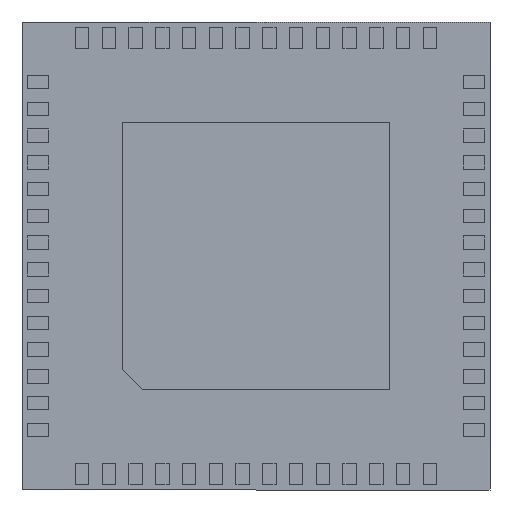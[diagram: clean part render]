
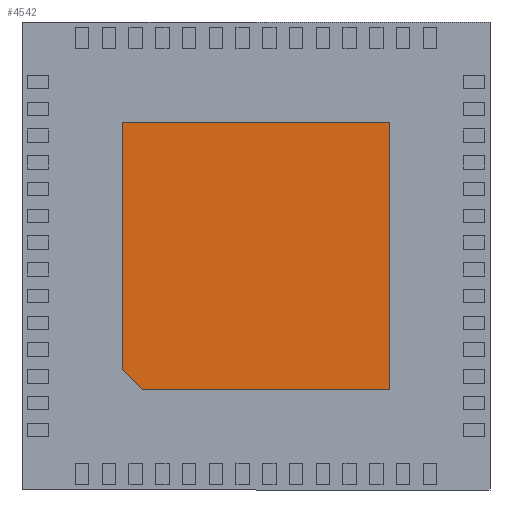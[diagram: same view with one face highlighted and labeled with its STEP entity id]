
A CAD part, front view. The second image highlights one B-rep face of the part: STEP entity #4542.
In plain terms, the highlighted planar face has unit normal (0, -1, 0).
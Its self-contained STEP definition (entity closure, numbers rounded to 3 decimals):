
#69 = DIRECTION ( 'NONE',  ( 0., 0., 1. ) ) ;
#1619 = VERTEX_POINT ( 'NONE', #17708 ) ;
#2317 = CARTESIAN_POINT ( 'NONE',  ( -1.7, 0., -2. ) ) ;
#3028 = CARTESIAN_POINT ( 'NONE',  ( 0., 0., 2. ) ) ;
#3180 = CARTESIAN_POINT ( 'NONE',  ( -2., 0., 2. ) ) ;
#4081 = VECTOR ( 'NONE', #8536, 1000. ) ;
#4105 = CARTESIAN_POINT ( 'NONE',  ( 2., 0., 2. ) ) ;
#4542 = ADVANCED_FACE ( 'NONE', ( #8320 ), #6955, .F. ) ;
#4901 = EDGE_CURVE ( 'NONE', #1619, #16238, #10652, .T. ) ;
#5380 = DIRECTION ( 'NONE',  ( 0., 0., 1. ) ) ;
#5743 = ORIENTED_EDGE ( 'NONE', *, *, #6554, .T. ) ;
#5764 = CARTESIAN_POINT ( 'NONE',  ( 0., 0., -2. ) ) ;
#6469 = ORIENTED_EDGE ( 'NONE', *, *, #6728, .T. ) ;
#6554 = EDGE_CURVE ( 'NONE', #17800, #16238, #9743, .T. ) ;
#6641 = DIRECTION ( 'NONE',  ( 0., 0., 1. ) ) ;
#6728 = EDGE_CURVE ( 'NONE', #13291, #17800, #16156, .T. ) ;
#6955 = PLANE ( 'NONE',  #12308 ) ;
#7274 = VECTOR ( 'NONE', #8574, 1000. ) ;
#7567 = VECTOR ( 'NONE', #5380, 1000. ) ;
#7665 = VECTOR ( 'NONE', #6641, 1000. ) ;
#8320 = FACE_OUTER_BOUND ( 'NONE', #9839, .T. ) ;
#8373 = DIRECTION ( 'NONE',  ( -1., 0., 0. ) ) ;
#8536 = DIRECTION ( 'NONE',  ( -0.707, 0., 0.707 ) ) ;
#8574 = DIRECTION ( 'NONE',  ( -1., 0., 0. ) ) ;
#9743 = LINE ( 'NONE', #3028, #11051 ) ;
#9839 = EDGE_LOOP ( 'NONE', ( #12295, #15832, #6469, #5743, #17616 ) ) ;
#10652 = LINE ( 'NONE', #12021, #7665 ) ;
#11051 = VECTOR ( 'NONE', #8373, 1000. ) ;
#11305 = EDGE_CURVE ( 'NONE', #17182, #1619, #14083, .T. ) ;
#11447 = CARTESIAN_POINT ( 'NONE',  ( -1.85, 0., -1.85 ) ) ;
#12013 = EDGE_CURVE ( 'NONE', #13291, #17182, #14115, .T. ) ;
#12021 = CARTESIAN_POINT ( 'NONE',  ( -2., 0., 0. ) ) ;
#12295 = ORIENTED_EDGE ( 'NONE', *, *, #11305, .F. ) ;
#12308 = AXIS2_PLACEMENT_3D ( 'NONE', #12498, #13507, #69 ) ;
#12498 = CARTESIAN_POINT ( 'NONE',  ( 0., 0., 0. ) ) ;
#12987 = CARTESIAN_POINT ( 'NONE',  ( 2., 0., -2. ) ) ;
#13291 = VERTEX_POINT ( 'NONE', #12987 ) ;
#13507 = DIRECTION ( 'NONE',  ( 0., 1., 0. ) ) ;
#14083 = LINE ( 'NONE', #11447, #4081 ) ;
#14115 = LINE ( 'NONE', #5764, #7274 ) ;
#15832 = ORIENTED_EDGE ( 'NONE', *, *, #12013, .F. ) ;
#16156 = LINE ( 'NONE', #17881, #7567 ) ;
#16238 = VERTEX_POINT ( 'NONE', #3180 ) ;
#17182 = VERTEX_POINT ( 'NONE', #2317 ) ;
#17616 = ORIENTED_EDGE ( 'NONE', *, *, #4901, .F. ) ;
#17708 = CARTESIAN_POINT ( 'NONE',  ( -2., 0., -1.7 ) ) ;
#17800 = VERTEX_POINT ( 'NONE', #4105 ) ;
#17881 = CARTESIAN_POINT ( 'NONE',  ( 2., 0., 0. ) ) ;
